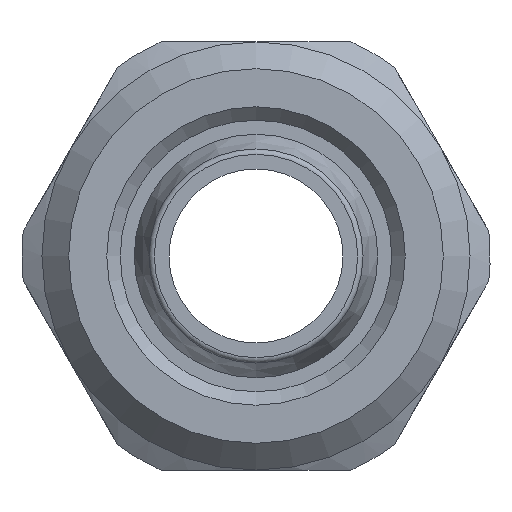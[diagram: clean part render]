
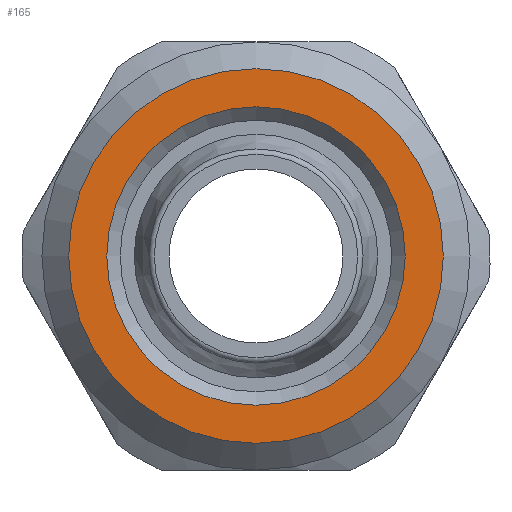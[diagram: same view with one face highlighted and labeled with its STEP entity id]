
A CAD part, front view. The second image highlights one B-rep face of the part: STEP entity #165.
In plain terms, the highlighted planar face has unit normal (0, -1, 0).
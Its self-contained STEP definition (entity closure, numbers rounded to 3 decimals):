
#165 = ADVANCED_FACE( 'NONE', ( #387, #388 ), #389, .T. );
#387 = FACE_OUTER_BOUND( '', #676, .T. );
#388 = FACE_BOUND( '', #677, .T. );
#389 = PLANE( '', #678 );
#676 = EDGE_LOOP( '', ( #1087 ) );
#677 = EDGE_LOOP( '', ( #1088 ) );
#678 = AXIS2_PLACEMENT_3D( '', #1089, #1090, #1091 );
#1087 = ORIENTED_EDGE( '', *, *, #1618, .F. );
#1088 = ORIENTED_EDGE( '', *, *, #1619, .T. );
#1089 = CARTESIAN_POINT( '', ( 7., 2.8, 0. ) );
#1090 = DIRECTION( '', ( 0., -1., 0. ) );
#1091 = DIRECTION( '', ( -1., 0., 0. ) );
#1618 = EDGE_CURVE( 'NONE', #1934, #1934, #1935, .T. );
#1619 = EDGE_CURVE( 'NONE', #1936, #1936, #1937, .T. );
#1934 = VERTEX_POINT( '', #2433 );
#1935 = CIRCLE( '', #2434, 7. );
#1936 = VERTEX_POINT( '', #2435 );
#1937 = CIRCLE( '', #2436, 5.575 );
#2433 = CARTESIAN_POINT( '', ( 0., 2.8, 7. ) );
#2434 = AXIS2_PLACEMENT_3D( '', #2857, #2858, #2859 );
#2435 = CARTESIAN_POINT( '', ( 0., 2.8, 5.575 ) );
#2436 = AXIS2_PLACEMENT_3D( '', #2860, #2861, #2862 );
#2857 = CARTESIAN_POINT( '', ( 0., 2.8, 0. ) );
#2858 = DIRECTION( '', ( 0., 1., 0. ) );
#2859 = DIRECTION( '', ( 0., 0., 1. ) );
#2860 = CARTESIAN_POINT( '', ( 0., 2.8, 0. ) );
#2861 = DIRECTION( '', ( 0., 1., 0. ) );
#2862 = DIRECTION( '', ( 0., 0., 1. ) );
